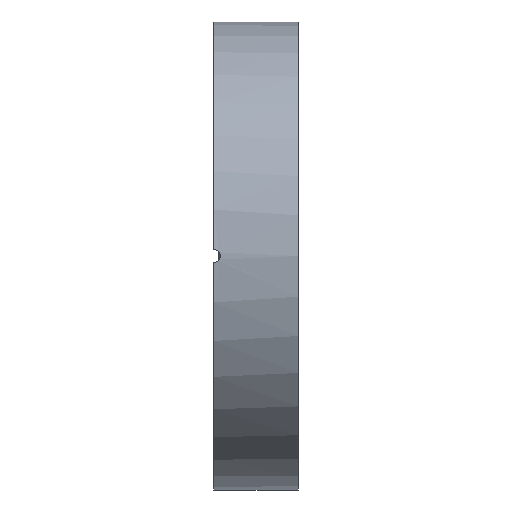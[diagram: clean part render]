
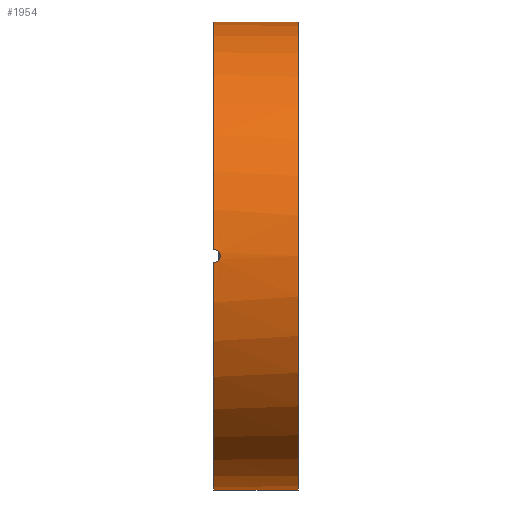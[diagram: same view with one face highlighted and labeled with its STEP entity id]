
A CAD part, left-side view. The second image highlights one B-rep face of the part: STEP entity #1954.
In plain terms, the highlighted cylindrical face has radius 35 mm (diameter 70 mm), a partial arc.
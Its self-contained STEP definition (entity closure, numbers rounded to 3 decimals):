
#2 = CARTESIAN_POINT ( 'NONE',  ( -34.986, -0.264, -1. ) ) ;
#18 = CARTESIAN_POINT ( 'NONE',  ( -34.995, -0.799, 0.615 ) ) ;
#117 = CARTESIAN_POINT ( 'NONE',  ( 0., -12.7, -35. ) ) ;
#118 = CARTESIAN_POINT ( 'NONE',  ( 0., -12.7, 0. ) ) ;
#155 = VERTEX_POINT ( 'NONE', #981 ) ;
#167 = VECTOR ( 'NONE', #1018, 1000. ) ;
#170 = AXIS2_PLACEMENT_3D ( 'NONE', #118, #1805, #1191 ) ;
#174 = DIRECTION ( 'NONE',  ( 0., 1., 0. ) ) ;
#189 = EDGE_CURVE ( 'NONE', #1484, #1617, #1448, .T. ) ;
#190 = CARTESIAN_POINT ( 'NONE',  ( -34.995, -0.801, -0.613 ) ) ;
#200 = CARTESIAN_POINT ( 'NONE',  ( -34.999, -0.974, -0.261 ) ) ;
#207 = CIRCLE ( 'NONE', #1955, 35. ) ;
#254 = EDGE_LOOP ( 'NONE', ( #2270, #400, #919, #1056, #426, #2097 ) ) ;
#258 = DIRECTION ( 'NONE',  ( 0., 0., 1. ) ) ;
#362 = CARTESIAN_POINT ( 'NONE',  ( -34.997, -0.874, 0.503 ) ) ;
#394 = CARTESIAN_POINT ( 'NONE',  ( -34.989, -0.521, -0.893 ) ) ;
#400 = ORIENTED_EDGE ( 'NONE', *, *, #1544, .T. ) ;
#423 = DIRECTION ( 'NONE',  ( 0., 1., 0. ) ) ;
#425 = VECTOR ( 'NONE', #174, 1000. ) ;
#426 = ORIENTED_EDGE ( 'NONE', *, *, #1679, .T. ) ;
#462 = CARTESIAN_POINT ( 'NONE',  ( -34.986, 0., -1. ) ) ;
#532 = CARTESIAN_POINT ( 'NONE',  ( 0., -12.7, 35. ) ) ;
#546 = CARTESIAN_POINT ( 'NONE',  ( -34.986, -0.262, 0.974 ) ) ;
#560 = CARTESIAN_POINT ( 'NONE',  ( 0., -12.7, 0. ) ) ;
#597 = CARTESIAN_POINT ( 'NONE',  ( 0., 0., 0. ) ) ;
#607 = VERTEX_POINT ( 'NONE', #770 ) ;
#769 = EDGE_CURVE ( 'NONE', #1662, #607, #1406, .T. ) ;
#770 = CARTESIAN_POINT ( 'NONE',  ( 0., 0., -35. ) ) ;
#785 = CIRCLE ( 'NONE', #2304, 35. ) ;
#904 = CARTESIAN_POINT ( 'NONE',  ( -34.986, 0., -1. ) ) ;
#919 = ORIENTED_EDGE ( 'NONE', *, *, #2082, .T. ) ;
#967 = CARTESIAN_POINT ( 'NONE',  ( -34.986, 0., 1. ) ) ;
#981 = CARTESIAN_POINT ( 'NONE',  ( 0., -12.7, 35. ) ) ;
#1018 = DIRECTION ( 'NONE',  ( 0., 1., 0. ) ) ;
#1043 = CARTESIAN_POINT ( 'NONE',  ( 0., -12.7, -35. ) ) ;
#1056 = ORIENTED_EDGE ( 'NONE', *, *, #189, .F. ) ;
#1090 = CARTESIAN_POINT ( 'NONE',  ( -35., -1., -0.13 ) ) ;
#1122 = CARTESIAN_POINT ( 'NONE',  ( -35., -1., 0.131 ) ) ;
#1149 = EDGE_CURVE ( 'NONE', #607, #1196, #785, .T. ) ;
#1191 = DIRECTION ( 'NONE',  ( 0., 0., 1. ) ) ;
#1196 = VERTEX_POINT ( 'NONE', #462 ) ;
#1268 = CARTESIAN_POINT ( 'NONE',  ( -34.986, 0., 1. ) ) ;
#1308 = DIRECTION ( 'NONE',  ( 0., 0., 1. ) ) ;
#1326 = AXIS2_PLACEMENT_3D ( 'NONE', #597, #423, #2286 ) ;
#1406 = LINE ( 'NONE', #117, #167 ) ;
#1448 = CIRCLE ( 'NONE', #1326, 35. ) ;
#1453 = LINE ( 'NONE', #532, #425 ) ;
#1468 = CARTESIAN_POINT ( 'NONE',  ( -34.997, -0.874, -0.503 ) ) ;
#1484 = VERTEX_POINT ( 'NONE', #967 ) ;
#1539 = CYLINDRICAL_SURFACE ( 'NONE', #170, 35. ) ;
#1544 = EDGE_CURVE ( 'NONE', #1662, #155, #207, .T. ) ;
#1617 = VERTEX_POINT ( 'NONE', #2153 ) ;
#1649 = CARTESIAN_POINT ( 'NONE',  ( -34.986, -0.132, 1. ) ) ;
#1662 = VERTEX_POINT ( 'NONE', #1043 ) ;
#1679 = EDGE_CURVE ( 'NONE', #1484, #1196, #2412, .T. ) ;
#1805 = DIRECTION ( 'NONE',  ( 0., 1., 0. ) ) ;
#1954 = ADVANCED_FACE ( 'NONE', ( #2196 ), #1539, .T. ) ;
#1955 = AXIS2_PLACEMENT_3D ( 'NONE', #560, #2133, #1308 ) ;
#1960 = DIRECTION ( 'NONE',  ( 0., 1., 0. ) ) ;
#2062 = CARTESIAN_POINT ( 'NONE',  ( -34.999, -0.974, 0.263 ) ) ;
#2082 = EDGE_CURVE ( 'NONE', #155, #1617, #1453, .T. ) ;
#2097 = ORIENTED_EDGE ( 'NONE', *, *, #1149, .F. ) ;
#2133 = DIRECTION ( 'NONE',  ( 0., 1., 0. ) ) ;
#2147 = CARTESIAN_POINT ( 'NONE',  ( 0., 0., 0. ) ) ;
#2153 = CARTESIAN_POINT ( 'NONE',  ( 0., 0., 35. ) ) ;
#2196 = FACE_OUTER_BOUND ( 'NONE', #254, .T. ) ;
#2238 = CARTESIAN_POINT ( 'NONE',  ( -34.991, -0.615, 0.799 ) ) ;
#2270 = ORIENTED_EDGE ( 'NONE', *, *, #769, .F. ) ;
#2286 = DIRECTION ( 'NONE',  ( 0., 0., 1. ) ) ;
#2304 = AXIS2_PLACEMENT_3D ( 'NONE', #2147, #1960, #258 ) ;
#2412 = B_SPLINE_CURVE_WITH_KNOTS ( 'NONE', 3,
 ( #1268, #1649, #546, #2420, #2238, #18, #362, #2062, #1122, #1090, #200, #1468, #190, #394, #2, #904 ),
 .UNSPECIFIED., .F., .F.,
 ( 4, 2, 2, 2, 2, 2, 2, 4 ),
 ( 0., 0., 0.001, 0.001, 0.002, 0.002, 0.002, 0.003 ),
 .UNSPECIFIED. ) ;
#2420 = CARTESIAN_POINT ( 'NONE',  ( -34.989, -0.504, 0.874 ) ) ;
